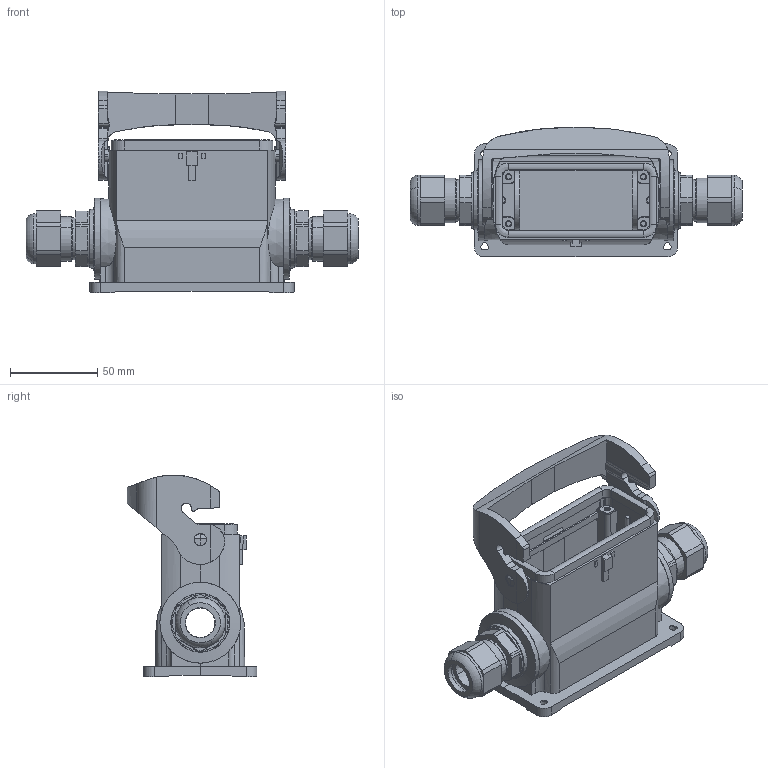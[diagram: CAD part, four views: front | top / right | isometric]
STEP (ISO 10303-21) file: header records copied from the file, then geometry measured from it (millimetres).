
FILE_DESCRIPTION(/* description */ (''),/* implementation_level */ '2;1');
FILE_NAME(/* name */ '100750741ugm000_b.stp',/* time_stamp */ '2022-03-12T06:00:06+01:00',/* author */ (''),/* organization */ (''),/* preprocessor_version */ 'ST-DEVELOPER v16.7',/* originating_system */ 'SIEMENS PLM Software NX 1911',/* authorisation */ '');
FILE_SCHEMA (('AUTOMOTIVE_DESIGN { 1 0 10303 214 3 1 1 1 }'));
Length unit declared in the file: millimetre
Products named in the file (1): 100750741ugm000_b
Bounding box: 190.8 x 74.5 x 116.03 mm (x, y, z)
Volume: 259736.3 mm3; surface area: 92322.1 mm2
Topology: 2 solids, 2 shells, 655 faces, 1922 edges, 1466 vertices
Faces by surface type: plane 401, cylinder 173, cone 62, torus 12, extrusion 7
Full cylindrical faces by diameter (mm): 1.006 x1, 1.477 x1, 3 x4, 3.5 x4, 7.2 x2, 25 x2, 30 x2, 46.4 x2
Entity records: 27112 total; most frequent: CARTESIAN_POINT 4889, DIRECTION 3584, ORIENTED_EDGE 3438, EDGE_CURVE 1719, VECTOR 1248, LINE 1241, AXIS2_PLACEMENT_3D 1168, VERTEX_POINT 1132
